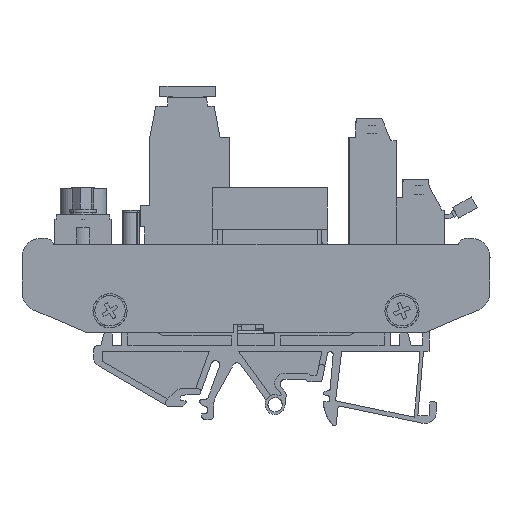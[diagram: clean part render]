
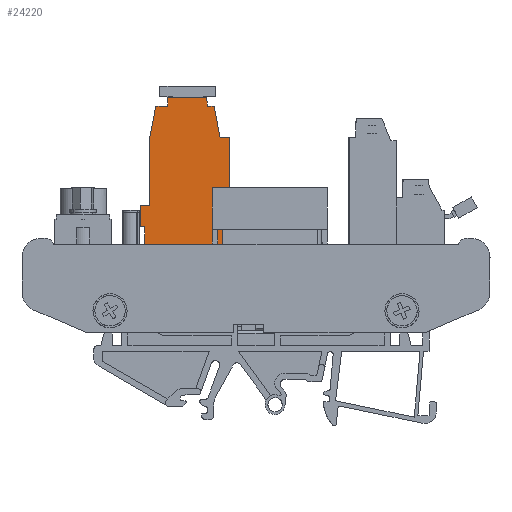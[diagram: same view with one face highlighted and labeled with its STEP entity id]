
A CAD part, left-side view. The second image highlights one B-rep face of the part: STEP entity #24220.
In plain terms, the highlighted planar face has unit normal (-1, 0, 0).
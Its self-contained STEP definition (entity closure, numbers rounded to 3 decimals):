
#24096=AXIS2_PLACEMENT_3D('Plane Axis2P3D',#24093,#24094,#24095) ;
#24093=CARTESIAN_POINT('Axis2P3D Location',(26.495,60.273,36.652)) ;
#24098=CARTESIAN_POINT('Line Origine',(26.495,70.023,39.852)) ;
#24102=CARTESIAN_POINT('Vertex',(26.495,79.773,39.852)) ;
#24104=CARTESIAN_POINT('Vertex',(26.495,60.273,39.852)) ;
#24107=CARTESIAN_POINT('Line Origine',(26.495,60.273,53.252)) ;
#24111=CARTESIAN_POINT('Vertex',(26.495,60.273,66.652)) ;
#24114=CARTESIAN_POINT('Line Origine',(26.495,61.333,66.652)) ;
#24118=CARTESIAN_POINT('Vertex',(26.495,62.393,66.652)) ;
#24121=CARTESIAN_POINT('Line Origine',(26.495,63.092,70.252)) ;
#24125=CARTESIAN_POINT('Vertex',(26.495,63.792,73.852)) ;
#24128=CARTESIAN_POINT('Line Origine',(26.495,64.507,73.852)) ;
#24132=CARTESIAN_POINT('Vertex',(26.495,65.223,73.852)) ;
#24135=CARTESIAN_POINT('Line Origine',(26.495,65.417,74.852)) ;
#24139=CARTESIAN_POINT('Vertex',(26.495,65.611,75.852)) ;
#24142=CARTESIAN_POINT('Line Origine',(26.495,70.067,75.852)) ;
#24146=CARTESIAN_POINT('Vertex',(26.495,74.523,75.852)) ;
#24149=CARTESIAN_POINT('Line Origine',(26.495,74.523,74.852)) ;
#24153=CARTESIAN_POINT('Vertex',(26.495,74.523,73.852)) ;
#24156=CARTESIAN_POINT('Line Origine',(26.495,75.898,73.852)) ;
#24160=CARTESIAN_POINT('Vertex',(26.495,77.273,73.852)) ;
#24163=CARTESIAN_POINT('Line Origine',(26.495,77.973,70.252)) ;
#24167=CARTESIAN_POINT('Vertex',(26.495,78.673,66.652)) ;
#24170=CARTESIAN_POINT('Line Origine',(26.495,78.673,58.752)) ;
#24174=CARTESIAN_POINT('Vertex',(26.495,78.673,50.852)) ;
#24177=CARTESIAN_POINT('Line Origine',(26.495,79.773,50.852)) ;
#24181=CARTESIAN_POINT('Vertex',(26.495,80.873,50.852)) ;
#24184=CARTESIAN_POINT('Line Origine',(26.495,80.873,48.402)) ;
#24188=CARTESIAN_POINT('Vertex',(26.495,80.873,45.952)) ;
#24191=CARTESIAN_POINT('Line Origine',(26.495,80.323,45.952)) ;
#24195=CARTESIAN_POINT('Vertex',(26.495,79.773,45.952)) ;
#24198=CARTESIAN_POINT('Line Origine',(26.495,79.773,42.902)) ;
#24094=DIRECTION('Axis2P3D Direction',(-1.,0.,0.)) ;
#24095=DIRECTION('Axis2P3D XDirection',(0.,0.,1.)) ;
#24099=DIRECTION('Vector Direction',(0.,-1.,0.)) ;
#24108=DIRECTION('Vector Direction',(0.,0.,1.)) ;
#24115=DIRECTION('Vector Direction',(0.,1.,0.)) ;
#24122=DIRECTION('Vector Direction',(0.,0.191,0.982)) ;
#24129=DIRECTION('Vector Direction',(0.,-1.,0.)) ;
#24136=DIRECTION('Vector Direction',(0.,0.191,0.982)) ;
#24143=DIRECTION('Vector Direction',(0.,1.,0.)) ;
#24150=DIRECTION('Vector Direction',(0.,0.,-1.)) ;
#24157=DIRECTION('Vector Direction',(0.,1.,0.)) ;
#24164=DIRECTION('Vector Direction',(0.,0.191,-0.982)) ;
#24171=DIRECTION('Vector Direction',(0.,0.,-1.)) ;
#24178=DIRECTION('Vector Direction',(0.,1.,0.)) ;
#24185=DIRECTION('Vector Direction',(0.,0.,-1.)) ;
#24192=DIRECTION('Vector Direction',(0.,1.,0.)) ;
#24199=DIRECTION('Vector Direction',(0.,0.,-1.)) ;
#24100=VECTOR('Line Direction',#24099,1.) ;
#24109=VECTOR('Line Direction',#24108,1.) ;
#24116=VECTOR('Line Direction',#24115,1.) ;
#24123=VECTOR('Line Direction',#24122,1.) ;
#24130=VECTOR('Line Direction',#24129,1.) ;
#24137=VECTOR('Line Direction',#24136,1.) ;
#24144=VECTOR('Line Direction',#24143,1.) ;
#24151=VECTOR('Line Direction',#24150,1.) ;
#24158=VECTOR('Line Direction',#24157,1.) ;
#24165=VECTOR('Line Direction',#24164,1.) ;
#24172=VECTOR('Line Direction',#24171,1.) ;
#24179=VECTOR('Line Direction',#24178,1.) ;
#24186=VECTOR('Line Direction',#24185,1.) ;
#24193=VECTOR('Line Direction',#24192,1.) ;
#24200=VECTOR('Line Direction',#24199,1.) ;
#24204=ORIENTED_EDGE('',*,*,#24106,.T.) ;
#24205=ORIENTED_EDGE('',*,*,#24113,.T.) ;
#24206=ORIENTED_EDGE('',*,*,#24120,.T.) ;
#24207=ORIENTED_EDGE('',*,*,#24127,.T.) ;
#24208=ORIENTED_EDGE('',*,*,#24134,.F.) ;
#24209=ORIENTED_EDGE('',*,*,#24141,.T.) ;
#24210=ORIENTED_EDGE('',*,*,#24148,.T.) ;
#24211=ORIENTED_EDGE('',*,*,#24155,.T.) ;
#24212=ORIENTED_EDGE('',*,*,#24162,.T.) ;
#24213=ORIENTED_EDGE('',*,*,#24169,.T.) ;
#24214=ORIENTED_EDGE('',*,*,#24176,.T.) ;
#24215=ORIENTED_EDGE('',*,*,#24183,.T.) ;
#24216=ORIENTED_EDGE('',*,*,#24190,.T.) ;
#24217=ORIENTED_EDGE('',*,*,#24197,.F.) ;
#24218=ORIENTED_EDGE('',*,*,#24202,.T.) ;
#24220=ADVANCED_FACE('NONE',(#24219),#24097,.T.) ;
#24106=EDGE_CURVE('',#24103,#24105,#24101,.T.) ;
#24113=EDGE_CURVE('',#24105,#24112,#24110,.T.) ;
#24120=EDGE_CURVE('',#24112,#24119,#24117,.T.) ;
#24127=EDGE_CURVE('',#24119,#24126,#24124,.T.) ;
#24134=EDGE_CURVE('',#24133,#24126,#24131,.T.) ;
#24141=EDGE_CURVE('',#24133,#24140,#24138,.T.) ;
#24148=EDGE_CURVE('',#24140,#24147,#24145,.T.) ;
#24155=EDGE_CURVE('',#24147,#24154,#24152,.T.) ;
#24162=EDGE_CURVE('',#24154,#24161,#24159,.T.) ;
#24169=EDGE_CURVE('',#24161,#24168,#24166,.T.) ;
#24176=EDGE_CURVE('',#24168,#24175,#24173,.T.) ;
#24183=EDGE_CURVE('',#24175,#24182,#24180,.T.) ;
#24190=EDGE_CURVE('',#24182,#24189,#24187,.T.) ;
#24197=EDGE_CURVE('',#24196,#24189,#24194,.T.) ;
#24202=EDGE_CURVE('',#24196,#24103,#24201,.T.) ;
#24203=EDGE_LOOP('',(#24204,#24205,#24206,#24207,#24208,#24209,#24210,#24211,#24212,#24213,#24214,#24215,#24216,#24217,#24218)) ;
#24219=FACE_OUTER_BOUND('',#24203,.T.) ;
#24101=LINE('Line',#24098,#24100) ;
#24110=LINE('Line',#24107,#24109) ;
#24117=LINE('Line',#24114,#24116) ;
#24124=LINE('Line',#24121,#24123) ;
#24131=LINE('Line',#24128,#24130) ;
#24138=LINE('Line',#24135,#24137) ;
#24145=LINE('Line',#24142,#24144) ;
#24152=LINE('Line',#24149,#24151) ;
#24159=LINE('Line',#24156,#24158) ;
#24166=LINE('Line',#24163,#24165) ;
#24173=LINE('Line',#24170,#24172) ;
#24180=LINE('Line',#24177,#24179) ;
#24187=LINE('Line',#24184,#24186) ;
#24194=LINE('Line',#24191,#24193) ;
#24201=LINE('Line',#24198,#24200) ;
#24097=PLANE('',#24096) ;
#24103=VERTEX_POINT('',#24102) ;
#24105=VERTEX_POINT('',#24104) ;
#24112=VERTEX_POINT('',#24111) ;
#24119=VERTEX_POINT('',#24118) ;
#24126=VERTEX_POINT('',#24125) ;
#24133=VERTEX_POINT('',#24132) ;
#24140=VERTEX_POINT('',#24139) ;
#24147=VERTEX_POINT('',#24146) ;
#24154=VERTEX_POINT('',#24153) ;
#24161=VERTEX_POINT('',#24160) ;
#24168=VERTEX_POINT('',#24167) ;
#24175=VERTEX_POINT('',#24174) ;
#24182=VERTEX_POINT('',#24181) ;
#24189=VERTEX_POINT('',#24188) ;
#24196=VERTEX_POINT('',#24195) ;
